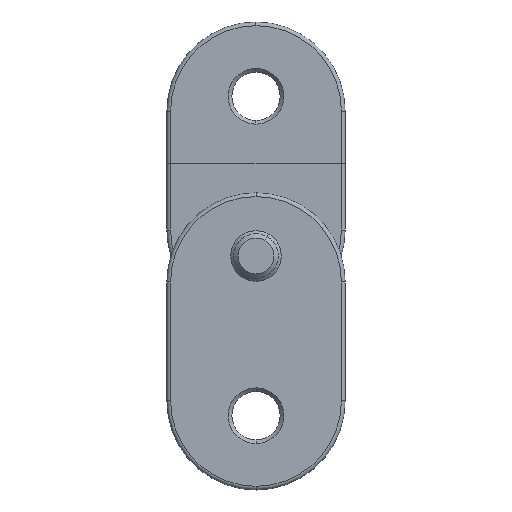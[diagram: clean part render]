
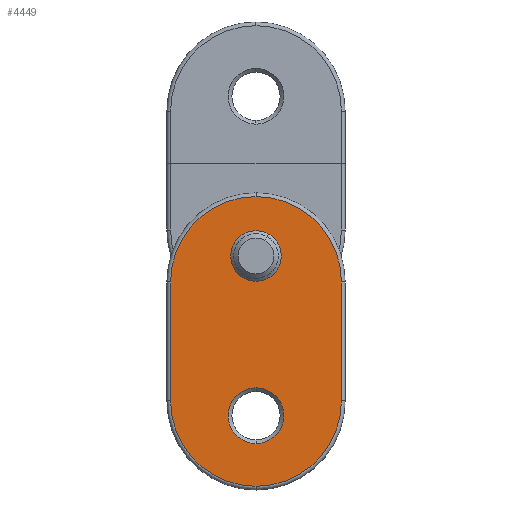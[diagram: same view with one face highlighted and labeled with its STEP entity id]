
A CAD part, front view. The second image highlights one B-rep face of the part: STEP entity #4449.
In plain terms, the highlighted planar face has unit normal (0, -1, 0).
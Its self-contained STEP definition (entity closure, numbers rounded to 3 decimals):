
#222 = CARTESIAN_POINT ( 'NONE',  ( -11.5, 0., -9. ) ) ;
#561 = EDGE_CURVE ( 'NONE', #8272, #7716, #7520, .T. ) ;
#644 = VERTEX_POINT ( 'NONE', #14683 ) ;
#733 = CARTESIAN_POINT ( 'NONE',  ( 11.5, 0., 7. ) ) ;
#967 = EDGE_CURVE ( 'NONE', #12842, #8272, #4886, .T. ) ;
#1081 = DIRECTION ( 'NONE',  ( 0., 0., 1. ) ) ;
#1223 = CARTESIAN_POINT ( 'NONE',  ( 0., 0., 9. ) ) ;
#1250 = CIRCLE ( 'NONE', #16586, 11.5 ) ;
#1392 = ORIENTED_EDGE ( 'NONE', *, *, #11800, .T. ) ;
#1740 = CARTESIAN_POINT ( 'NONE',  ( 0., 0., 7. ) ) ;
#1877 = EDGE_CURVE ( 'NONE', #14869, #8760, #6971, .T. ) ;
#1944 = DIRECTION ( 'NONE',  ( 0., 0., 1. ) ) ;
#2146 = DIRECTION ( 'NONE',  ( 0., -1., 0. ) ) ;
#2485 = CARTESIAN_POINT ( 'NONE',  ( 11.5, 0., 19. ) ) ;
#2958 = DIRECTION ( 'NONE',  ( 0., 1., 0. ) ) ;
#2970 = AXIS2_PLACEMENT_3D ( 'NONE', #11267, #10055, #7248 ) ;
#3103 = EDGE_CURVE ( 'NONE', #8294, #15092, #15261, .T. ) ;
#3142 = DIRECTION ( 'NONE',  ( 0., 0., 1. ) ) ;
#3345 = AXIS2_PLACEMENT_3D ( 'NONE', #9012, #15604, #1081 ) ;
#3458 = EDGE_LOOP ( 'NONE', ( #11462, #15744 ) ) ;
#3556 = CARTESIAN_POINT ( 'NONE',  ( 0., 0., -9. ) ) ;
#3747 = ORIENTED_EDGE ( 'NONE', *, *, #1877, .T. ) ;
#3758 = CIRCLE ( 'NONE', #7117, 3.75 ) ;
#4146 = DIRECTION ( 'NONE',  ( 0., 1., 0. ) ) ;
#4449 = ADVANCED_FACE ( 'NONE', ( #5993, #8401, #15294 ), #15954, .F. ) ;
#4703 = AXIS2_PLACEMENT_3D ( 'NONE', #1223, #11715, #16694 ) ;
#4886 = CIRCLE ( 'NONE', #3345, 11.5 ) ;
#4963 = CARTESIAN_POINT ( 'NONE',  ( 11.5, 0., -9. ) ) ;
#5213 = CIRCLE ( 'NONE', #13708, 11.5 ) ;
#5398 = EDGE_LOOP ( 'NONE', ( #6571, #12067, #13344, #8393, #6077, #8959 ) ) ;
#5754 = CARTESIAN_POINT ( 'NONE',  ( 0., 0., -15.9 ) ) ;
#5993 = FACE_BOUND ( 'NONE', #3458, .T. ) ;
#6076 = DIRECTION ( 'NONE',  ( 0., 0., 1. ) ) ;
#6077 = ORIENTED_EDGE ( 'NONE', *, *, #8938, .T. ) ;
#6344 = EDGE_CURVE ( 'NONE', #7716, #644, #1250, .T. ) ;
#6420 = CARTESIAN_POINT ( 'NONE',  ( 0., 0., 9. ) ) ;
#6571 = ORIENTED_EDGE ( 'NONE', *, *, #561, .T. ) ;
#6700 = DIRECTION ( 'NONE',  ( 0., 0., 1. ) ) ;
#6850 = CARTESIAN_POINT ( 'NONE',  ( 0., 0., -12.5 ) ) ;
#6971 = CIRCLE ( 'NONE', #8029, 3.4 ) ;
#7024 = EDGE_CURVE ( 'NONE', #644, #15590, #12263, .T. ) ;
#7117 = AXIS2_PLACEMENT_3D ( 'NONE', #6420, #4146, #6700 ) ;
#7248 = DIRECTION ( 'NONE',  ( 0., 0., 1. ) ) ;
#7520 = LINE ( 'NONE', #2485, #12221 ) ;
#7716 = VERTEX_POINT ( 'NONE', #733 ) ;
#8029 = AXIS2_PLACEMENT_3D ( 'NONE', #6850, #2958, #13331 ) ;
#8190 = CARTESIAN_POINT ( 'NONE',  ( -12., 0., 19. ) ) ;
#8272 = VERTEX_POINT ( 'NONE', #4963 ) ;
#8294 = VERTEX_POINT ( 'NONE', #11639 ) ;
#8393 = ORIENTED_EDGE ( 'NONE', *, *, #8851, .T. ) ;
#8401 = FACE_OUTER_BOUND ( 'NONE', #5398, .T. ) ;
#8760 = VERTEX_POINT ( 'NONE', #5754 ) ;
#8833 = LINE ( 'NONE', #11021, #15957 ) ;
#8851 = EDGE_CURVE ( 'NONE', #15590, #12595, #8833, .T. ) ;
#8887 = DIRECTION ( 'NONE',  ( 0., 0., 1. ) ) ;
#8938 = EDGE_CURVE ( 'NONE', #12595, #12842, #5213, .T. ) ;
#8959 = ORIENTED_EDGE ( 'NONE', *, *, #967, .T. ) ;
#9012 = CARTESIAN_POINT ( 'NONE',  ( 0., 0., -9. ) ) ;
#9050 = EDGE_CURVE ( 'NONE', #15092, #8294, #3758, .T. ) ;
#9157 = AXIS2_PLACEMENT_3D ( 'NONE', #8190, #13434, #1944 ) ;
#10055 = DIRECTION ( 'NONE',  ( 0., 1., 0. ) ) ;
#10934 = DIRECTION ( 'NONE',  ( 0., -1., 0. ) ) ;
#11021 = CARTESIAN_POINT ( 'NONE',  ( -11.5, 0., 19. ) ) ;
#11267 = CARTESIAN_POINT ( 'NONE',  ( 0., 0., -12.5 ) ) ;
#11459 = CARTESIAN_POINT ( 'NONE',  ( 0., 0., -20.5 ) ) ;
#11462 = ORIENTED_EDGE ( 'NONE', *, *, #3103, .T. ) ;
#11639 = CARTESIAN_POINT ( 'NONE',  ( 0., 0., 5.25 ) ) ;
#11715 = DIRECTION ( 'NONE',  ( 0., 1., 0. ) ) ;
#11742 = EDGE_LOOP ( 'NONE', ( #1392, #3747 ) ) ;
#11800 = EDGE_CURVE ( 'NONE', #8760, #14869, #16252, .T. ) ;
#12067 = ORIENTED_EDGE ( 'NONE', *, *, #6344, .T. ) ;
#12221 = VECTOR ( 'NONE', #15400, 1000. ) ;
#12263 = CIRCLE ( 'NONE', #15326, 11.5 ) ;
#12421 = DIRECTION ( 'NONE',  ( 0., 0., -1. ) ) ;
#12595 = VERTEX_POINT ( 'NONE', #222 ) ;
#12700 = DIRECTION ( 'NONE',  ( 0., -1., 0. ) ) ;
#12798 = CARTESIAN_POINT ( 'NONE',  ( 0., 0., 12.75 ) ) ;
#12842 = VERTEX_POINT ( 'NONE', #11459 ) ;
#13331 = DIRECTION ( 'NONE',  ( 0., 0., 1. ) ) ;
#13344 = ORIENTED_EDGE ( 'NONE', *, *, #7024, .T. ) ;
#13434 = DIRECTION ( 'NONE',  ( 0., 1., 0. ) ) ;
#13481 = CARTESIAN_POINT ( 'NONE',  ( 0., 0., -9.1 ) ) ;
#13708 = AXIS2_PLACEMENT_3D ( 'NONE', #3556, #2146, #6076 ) ;
#14683 = CARTESIAN_POINT ( 'NONE',  ( 0., 0., 18.5 ) ) ;
#14869 = VERTEX_POINT ( 'NONE', #13481 ) ;
#15092 = VERTEX_POINT ( 'NONE', #12798 ) ;
#15204 = CARTESIAN_POINT ( 'NONE',  ( 0., 0., 7. ) ) ;
#15261 = CIRCLE ( 'NONE', #4703, 3.75 ) ;
#15294 = FACE_BOUND ( 'NONE', #11742, .T. ) ;
#15326 = AXIS2_PLACEMENT_3D ( 'NONE', #1740, #10934, #3142 ) ;
#15400 = DIRECTION ( 'NONE',  ( 0., 0., 1. ) ) ;
#15590 = VERTEX_POINT ( 'NONE', #15687 ) ;
#15604 = DIRECTION ( 'NONE',  ( 0., -1., 0. ) ) ;
#15687 = CARTESIAN_POINT ( 'NONE',  ( -11.5, 0., 7. ) ) ;
#15744 = ORIENTED_EDGE ( 'NONE', *, *, #9050, .T. ) ;
#15954 = PLANE ( 'NONE',  #9157 ) ;
#15957 = VECTOR ( 'NONE', #12421, 1000. ) ;
#16252 = CIRCLE ( 'NONE', #2970, 3.4 ) ;
#16586 = AXIS2_PLACEMENT_3D ( 'NONE', #15204, #12700, #8887 ) ;
#16694 = DIRECTION ( 'NONE',  ( 0., 0., 1. ) ) ;
